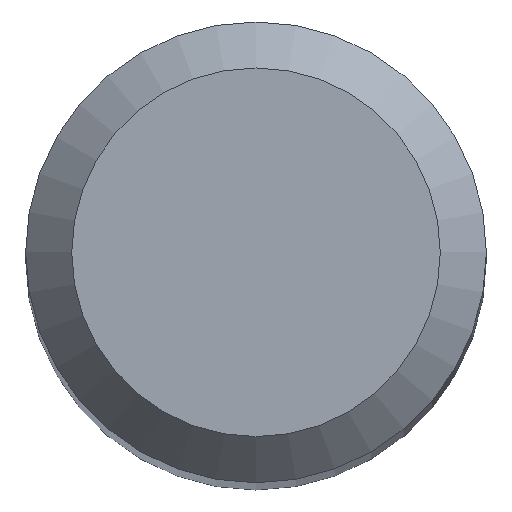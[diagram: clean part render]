
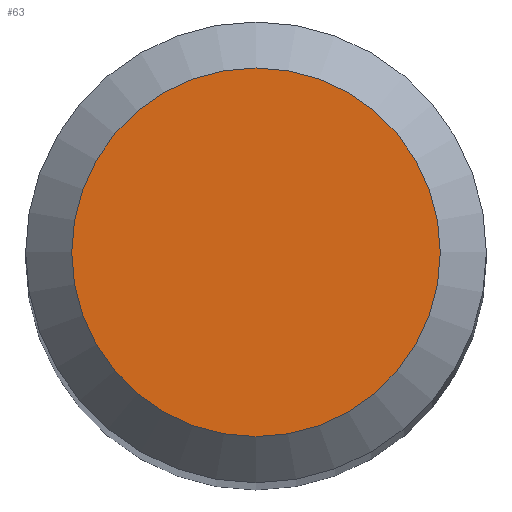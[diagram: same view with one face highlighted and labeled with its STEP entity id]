
A CAD part, top view. The second image highlights one B-rep face of the part: STEP entity #63.
In plain terms, the highlighted planar face has unit normal (0, 0, 1).
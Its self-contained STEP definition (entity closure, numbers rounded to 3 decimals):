
#8 = PLANE ( 'NONE',  #186 ) ;
#38 = CARTESIAN_POINT ( 'NONE',  ( 0., 0., 50. ) ) ;
#63 = ADVANCED_FACE ( 'NONE', ( #247 ), #8, .F. ) ;
#97 = VERTEX_POINT ( 'NONE', #235 ) ;
#101 = DIRECTION ( 'NONE',  ( 0., 0., -1. ) ) ;
#123 = CARTESIAN_POINT ( 'NONE',  ( 0., 0., 50. ) ) ;
#142 = EDGE_LOOP ( 'NONE', ( #221 ) ) ;
#154 = AXIS2_PLACEMENT_3D ( 'NONE', #38, #159, #253 ) ;
#159 = DIRECTION ( 'NONE',  ( 0., 0., -1. ) ) ;
#180 = CIRCLE ( 'NONE', #154, 1.2 ) ;
#186 = AXIS2_PLACEMENT_3D ( 'NONE', #123, #101, #242 ) ;
#213 = EDGE_CURVE ( 'NONE', #97, #97, #180, .T. ) ;
#221 = ORIENTED_EDGE ( 'NONE', *, *, #213, .F. ) ;
#235 = CARTESIAN_POINT ( 'NONE',  ( 0., 1.2, 50. ) ) ;
#242 = DIRECTION ( 'NONE',  ( 0., 1., 0. ) ) ;
#247 = FACE_OUTER_BOUND ( 'NONE', #142, .T. ) ;
#253 = DIRECTION ( 'NONE',  ( 0., 1., 0. ) ) ;
